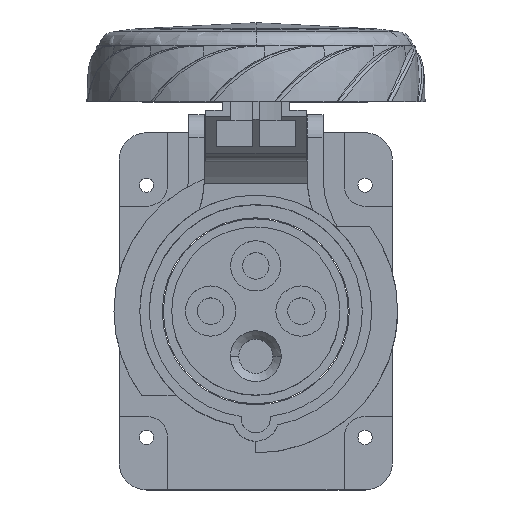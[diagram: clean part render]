
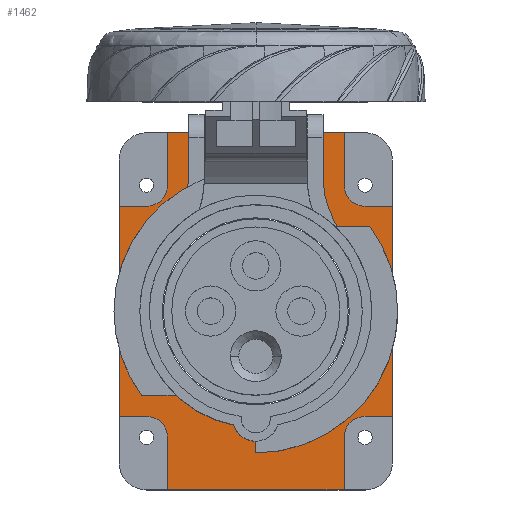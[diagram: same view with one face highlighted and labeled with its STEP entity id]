
A CAD part, top view. The second image highlights one B-rep face of the part: STEP entity #1462.
In plain terms, the highlighted planar face has unit normal (0, 0, 1).
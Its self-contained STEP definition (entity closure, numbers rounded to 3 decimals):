
#1=DIRECTION('',(1.,0.,0.));
#2=VECTOR('',#1,42.);
#3=CARTESIAN_POINT('',(-21.,42.5,-38.5));
#4=LINE('',#3,#2);
#5=DIRECTION('',(0.,-1.,0.));
#6=VECTOR('',#5,12.5);
#7=CARTESIAN_POINT('',(21.,42.5,-38.5));
#8=LINE('',#7,#6);
#9=CARTESIAN_POINT('',(26.,30.,-38.5));
#10=DIRECTION('',(0.,0.,1.));
#11=DIRECTION('',(-1.,0.,0.));
#12=AXIS2_PLACEMENT_3D('',#9,#10,#11);
#14=DIRECTION('',(-1.,0.,0.));
#15=VECTOR('',#14,6.5);
#16=CARTESIAN_POINT('',(32.5,-25.,-38.5));
#17=LINE('',#16,#15);
#18=CARTESIAN_POINT('',(26.,-30.,-38.5));
#19=DIRECTION('',(0.,0.,1.));
#20=DIRECTION('',(0.,1.,0.));
#21=AXIS2_PLACEMENT_3D('',#18,#19,#20);
#23=DIRECTION('',(0.,1.,0.));
#24=VECTOR('',#23,12.5);
#25=CARTESIAN_POINT('',(-21.,-42.5,-38.5));
#26=LINE('',#25,#24);
#27=CARTESIAN_POINT('',(-26.,-30.,-38.5));
#28=DIRECTION('',(0.,0.,1.));
#29=DIRECTION('',(1.,0.,0.));
#30=AXIS2_PLACEMENT_3D('',#27,#28,#29);
#32=DIRECTION('',(1.,0.,0.));
#33=VECTOR('',#32,6.5);
#34=CARTESIAN_POINT('',(-32.5,25.,-38.5));
#35=LINE('',#34,#33);
#36=CARTESIAN_POINT('',(-26.,30.,-38.5));
#37=DIRECTION('',(0.,0.,1.));
#38=DIRECTION('',(0.,-1.,0.));
#39=AXIS2_PLACEMENT_3D('',#36,#37,#38);
#41=DIRECTION('',(0.,-1.,0.));
#42=VECTOR('',#41,1.331);
#43=CARTESIAN_POINT('',(-16.,33.209,-38.5));
#44=LINE('',#43,#42);
#45=CARTESIAN_POINT('',(-38.,31.877,-38.5));
#46=DIRECTION('',(0.,0.,-1.));
#47=DIRECTION('',(1.,0.,0.));
#48=AXIS2_PLACEMENT_3D('',#45,#46,#47);
#50=CARTESIAN_POINT('',(0.,0.,-38.5));
#51=DIRECTION('',(0.,0.,1.));
#52=DIRECTION('',(-0.766,0.643,0.));
#53=AXIS2_PLACEMENT_3D('',#50,#51,#52);
#55=CARTESIAN_POINT('',(0.,0.,-38.5));
#56=DIRECTION('',(0.,0.,1.));
#57=DIRECTION('',(-1.,0.,0.));
#58=AXIS2_PLACEMENT_3D('',#55,#56,#57);
#60=CARTESIAN_POINT('',(0.,-25.45,-38.5));
#61=DIRECTION('',(0.,0.,1.));
#62=DIRECTION('',(-0.954,-0.299,0.));
#63=AXIS2_PLACEMENT_3D('',#60,#61,#62);
#65=CARTESIAN_POINT('',(0.,0.,-38.5));
#66=DIRECTION('',(0.,0.,1.));
#67=DIRECTION('',(0.19,-0.982,0.));
#68=AXIS2_PLACEMENT_3D('',#65,#66,#67);
#70=CARTESIAN_POINT('',(0.,0.,-38.5));
#71=DIRECTION('',(0.,0.,1.));
#72=DIRECTION('',(1.,0.,0.));
#73=AXIS2_PLACEMENT_3D('',#70,#71,#72);
#75=CARTESIAN_POINT('',(38.,31.877,-38.5));
#76=DIRECTION('',(0.,0.,-1.));
#77=DIRECTION('',(-0.766,-0.643,0.));
#78=AXIS2_PLACEMENT_3D('',#75,#76,#77);
#96=DIRECTION('',(0.,-1.,0.));
#97=VECTOR('',#96,12.5);
#98=CARTESIAN_POINT('',(-21.,42.5,-38.5));
#99=LINE('',#98,#97);
#120=DIRECTION('',(0.,-1.,0.));
#121=VECTOR('',#120,50.);
#122=CARTESIAN_POINT('',(-32.5,25.,-38.5));
#123=LINE('',#122,#121);
#140=DIRECTION('',(1.,0.,0.));
#141=VECTOR('',#140,6.5);
#142=CARTESIAN_POINT('',(-32.5,-25.,-38.5));
#143=LINE('',#142,#141);
#164=DIRECTION('',(1.,0.,0.));
#165=VECTOR('',#164,42.);
#166=CARTESIAN_POINT('',(-21.,-42.5,-38.5));
#167=LINE('',#166,#165);
#184=DIRECTION('',(0.,1.,0.));
#185=VECTOR('',#184,12.5);
#186=CARTESIAN_POINT('',(21.,-42.5,-38.5));
#187=LINE('',#186,#185);
#208=DIRECTION('',(0.,1.,0.));
#209=VECTOR('',#208,50.);
#210=CARTESIAN_POINT('',(32.5,-25.,-38.5));
#211=LINE('',#210,#209);
#228=DIRECTION('',(-1.,0.,0.));
#229=VECTOR('',#228,6.5);
#230=CARTESIAN_POINT('',(32.5,25.,-38.5));
#231=LINE('',#230,#229);
#805=DIRECTION('',(1.,0.,0.));
#806=VECTOR('',#805,32.);
#807=CARTESIAN_POINT('',(-16.,33.209,-38.5));
#808=LINE('',#807,#806);
#908=DIRECTION('',(0.,-1.,0.));
#909=VECTOR('',#908,1.331);
#910=CARTESIAN_POINT('',(16.,33.209,-38.5));
#911=LINE('',#910,#909);
#1092=CARTESIAN_POINT('',(-21.,42.5,-38.5));
#1093=CARTESIAN_POINT('',(21.,42.5,-38.5));
#1094=VERTEX_POINT('',#1092);
#1095=VERTEX_POINT('',#1093);
#1096=CARTESIAN_POINT('',(21.,30.,-38.5));
#1097=VERTEX_POINT('',#1096);
#1098=CARTESIAN_POINT('',(26.,25.,-38.5));
#1099=VERTEX_POINT('',#1098);
#1100=CARTESIAN_POINT('',(32.5,25.,-38.5));
#1101=VERTEX_POINT('',#1100);
#1102=CARTESIAN_POINT('',(32.5,-25.,-38.5));
#1103=VERTEX_POINT('',#1102);
#1104=CARTESIAN_POINT('',(26.,-25.,-38.5));
#1105=VERTEX_POINT('',#1104);
#1106=CARTESIAN_POINT('',(21.,-30.,-38.5));
#1107=VERTEX_POINT('',#1106);
#1108=CARTESIAN_POINT('',(21.,-42.5,-38.5));
#1109=VERTEX_POINT('',#1108);
#1110=CARTESIAN_POINT('',(-21.,-42.5,-38.5));
#1111=VERTEX_POINT('',#1110);
#1112=CARTESIAN_POINT('',(-21.,-30.,-38.5));
#1113=VERTEX_POINT('',#1112);
#1114=CARTESIAN_POINT('',(-26.,-25.,-38.5));
#1115=VERTEX_POINT('',#1114);
#1116=CARTESIAN_POINT('',(-32.5,-25.,-38.5));
#1117=VERTEX_POINT('',#1116);
#1118=CARTESIAN_POINT('',(-32.5,25.,-38.5));
#1119=VERTEX_POINT('',#1118);
#1120=CARTESIAN_POINT('',(-26.,25.,-38.5));
#1121=VERTEX_POINT('',#1120);
#1122=CARTESIAN_POINT('',(-21.,30.,-38.5));
#1123=VERTEX_POINT('',#1122);
#1124=CARTESIAN_POINT('',(-16.,33.209,-38.5));
#1125=CARTESIAN_POINT('',(16.,33.209,-38.5));
#1126=VERTEX_POINT('',#1124);
#1127=VERTEX_POINT('',#1125);
#1128=CARTESIAN_POINT('',(-16.,31.877,-38.5));
#1129=VERTEX_POINT('',#1128);
#1130=CARTESIAN_POINT('',(-21.145,17.738,-38.5));
#1131=VERTEX_POINT('',#1130);
#1132=CARTESIAN_POINT('',(-27.6,0.,-38.5));
#1133=VERTEX_POINT('',#1132);
#1134=CARTESIAN_POINT('',(-5.248,-27.097,-38.5));
#1135=VERTEX_POINT('',#1134);
#1136=CARTESIAN_POINT('',(5.248,-27.097,-38.5));
#1137=VERTEX_POINT('',#1136);
#1138=CARTESIAN_POINT('',(27.6,0.,-38.5));
#1139=VERTEX_POINT('',#1138);
#1140=CARTESIAN_POINT('',(21.145,17.738,-38.5));
#1141=VERTEX_POINT('',#1140);
#1142=CARTESIAN_POINT('',(16.,31.877,-38.5));
#1143=VERTEX_POINT('',#1142);
#1401=CARTESIAN_POINT('',(0.,0.,-38.5));
#1402=DIRECTION('',(0.,0.,1.));
#1403=DIRECTION('',(1.,0.,0.));
#1404=AXIS2_PLACEMENT_3D('',#1401,#1402,#1403);
#1405=PLANE('',#1404);
#1407=ORIENTED_EDGE('',*,*,#1406,.T.);
#1409=ORIENTED_EDGE('',*,*,#1408,.T.);
#1411=ORIENTED_EDGE('',*,*,#1410,.T.);
#1413=ORIENTED_EDGE('',*,*,#1412,.F.);
#1415=ORIENTED_EDGE('',*,*,#1414,.F.);
#1417=ORIENTED_EDGE('',*,*,#1416,.T.);
#1419=ORIENTED_EDGE('',*,*,#1418,.T.);
#1421=ORIENTED_EDGE('',*,*,#1420,.F.);
#1423=ORIENTED_EDGE('',*,*,#1422,.F.);
#1425=ORIENTED_EDGE('',*,*,#1424,.T.);
#1427=ORIENTED_EDGE('',*,*,#1426,.T.);
#1429=ORIENTED_EDGE('',*,*,#1428,.F.);
#1431=ORIENTED_EDGE('',*,*,#1430,.F.);
#1433=ORIENTED_EDGE('',*,*,#1432,.T.);
#1435=ORIENTED_EDGE('',*,*,#1434,.T.);
#1437=ORIENTED_EDGE('',*,*,#1436,.F.);
#1438=EDGE_LOOP('',(#1407,#1409,#1411,#1413,#1415,#1417,#1419,#1421,#1423,#1425,
#1427,#1429,#1431,#1433,#1435,#1437));
#1439=FACE_OUTER_BOUND('',#1438,.F.);
#1441=ORIENTED_EDGE('',*,*,#1440,.F.);
#1443=ORIENTED_EDGE('',*,*,#1442,.T.);
#1445=ORIENTED_EDGE('',*,*,#1444,.T.);
#1447=ORIENTED_EDGE('',*,*,#1446,.T.);
#1449=ORIENTED_EDGE('',*,*,#1448,.T.);
#1451=ORIENTED_EDGE('',*,*,#1450,.T.);
#1453=ORIENTED_EDGE('',*,*,#1452,.T.);
#1455=ORIENTED_EDGE('',*,*,#1454,.T.);
#1457=ORIENTED_EDGE('',*,*,#1456,.T.);
#1459=ORIENTED_EDGE('',*,*,#1458,.F.);
#1460=EDGE_LOOP('',(#1441,#1443,#1445,#1447,#1449,#1451,#1453,#1455,#1457,
#1459));
#1461=FACE_BOUND('',#1460,.F.);
#1462=ADVANCED_FACE('',(#1439,#1461),#1405,.T.);
#13=CIRCLE('',#12,5.);
#22=CIRCLE('',#21,5.);
#31=CIRCLE('',#30,5.);
#40=CIRCLE('',#39,5.);
#49=CIRCLE('',#48,22.);
#54=CIRCLE('',#53,27.6);
#59=CIRCLE('',#58,27.6);
#64=CIRCLE('',#63,5.5);
#69=CIRCLE('',#68,27.6);
#74=CIRCLE('',#73,27.6);
#79=CIRCLE('',#78,22.);
#1406=EDGE_CURVE('',#1094,#1095,#4,.T.);
#1408=EDGE_CURVE('',#1095,#1097,#8,.T.);
#1410=EDGE_CURVE('',#1097,#1099,#13,.T.);
#1412=EDGE_CURVE('',#1101,#1099,#231,.T.);
#1414=EDGE_CURVE('',#1103,#1101,#211,.T.);
#1416=EDGE_CURVE('',#1103,#1105,#17,.T.);
#1418=EDGE_CURVE('',#1105,#1107,#22,.T.);
#1420=EDGE_CURVE('',#1109,#1107,#187,.T.);
#1422=EDGE_CURVE('',#1111,#1109,#167,.T.);
#1424=EDGE_CURVE('',#1111,#1113,#26,.T.);
#1426=EDGE_CURVE('',#1113,#1115,#31,.T.);
#1428=EDGE_CURVE('',#1117,#1115,#143,.T.);
#1430=EDGE_CURVE('',#1119,#1117,#123,.T.);
#1432=EDGE_CURVE('',#1119,#1121,#35,.T.);
#1434=EDGE_CURVE('',#1121,#1123,#40,.T.);
#1436=EDGE_CURVE('',#1094,#1123,#99,.T.);
#1440=EDGE_CURVE('',#1126,#1127,#808,.T.);
#1442=EDGE_CURVE('',#1126,#1129,#44,.T.);
#1444=EDGE_CURVE('',#1129,#1131,#49,.T.);
#1446=EDGE_CURVE('',#1131,#1133,#54,.T.);
#1448=EDGE_CURVE('',#1133,#1135,#59,.T.);
#1450=EDGE_CURVE('',#1135,#1137,#64,.T.);
#1452=EDGE_CURVE('',#1137,#1139,#69,.T.);
#1454=EDGE_CURVE('',#1139,#1141,#74,.T.);
#1456=EDGE_CURVE('',#1141,#1143,#79,.T.);
#1458=EDGE_CURVE('',#1127,#1143,#911,.T.);
